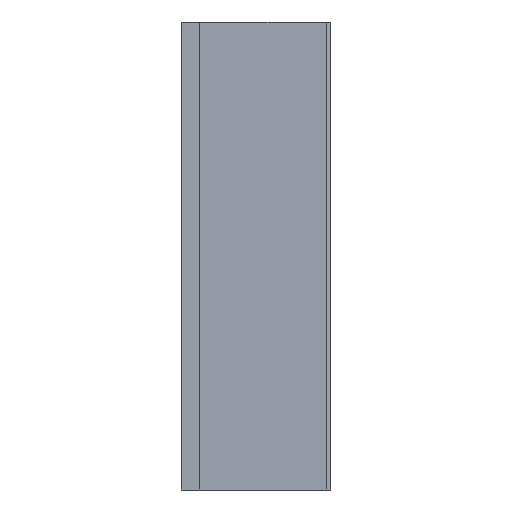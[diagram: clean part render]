
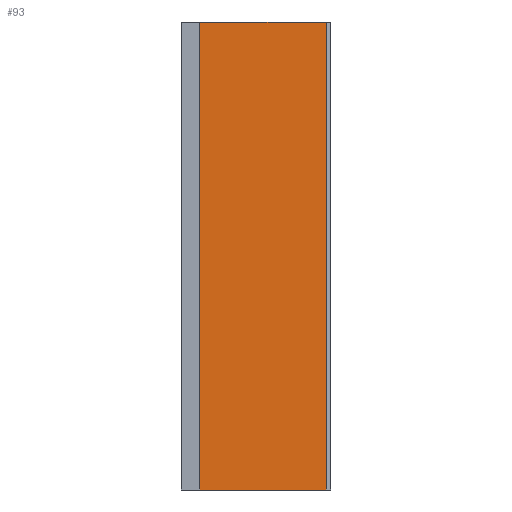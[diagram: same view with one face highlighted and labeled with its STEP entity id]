
A CAD part, left-side view. The second image highlights one B-rep face of the part: STEP entity #93.
In plain terms, the highlighted free-form (B-spline) face has degree [1, 1] with [2, 2] control points.
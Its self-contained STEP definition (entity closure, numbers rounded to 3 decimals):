
#93 = ADVANCED_FACE('',(#94),#124,.T.);
#94 = FACE_BOUND('',#95,.T.);
#95 = EDGE_LOOP('',(#96,#105,#112,#119));
#96 = ORIENTED_EDGE('',*,*,#97,.T.);
#97 = EDGE_CURVE('',#98,#100,#102,.T.);
#98 = VERTEX_POINT('',#99);
#99 = CARTESIAN_POINT('',(2.831,-3.713,0.));
#100 = VERTEX_POINT('',#101);
#101 = CARTESIAN_POINT('',(2.831,-3.713,
    92.824));
#102 = B_SPLINE_CURVE_WITH_KNOTS('',1,(#103,#104),.UNSPECIFIED.,.F.,.F.,
  (2,2),(0.,100.),.PIECEWISE_BEZIER_KNOTS.);
#103 = CARTESIAN_POINT('',(2.831,-3.713,0.));
#104 = CARTESIAN_POINT('',(2.831,-3.713,
    92.824));
#105 = ORIENTED_EDGE('',*,*,#106,.T.);
#106 = EDGE_CURVE('',#100,#107,#109,.T.);
#107 = VERTEX_POINT('',#108);
#108 = CARTESIAN_POINT('',(3.063,-28.775,
    92.824));
#109 = B_SPLINE_CURVE_WITH_KNOTS('',1,(#110,#111),.UNSPECIFIED.,.F.,.F.,
  (2,2),(0.,27.001),.PIECEWISE_BEZIER_KNOTS.);
#110 = CARTESIAN_POINT('',(2.831,-3.713,
    92.824));
#111 = CARTESIAN_POINT('',(3.063,-28.775,
    92.824));
#112 = ORIENTED_EDGE('',*,*,#113,.T.);
#113 = EDGE_CURVE('',#107,#114,#116,.T.);
#114 = VERTEX_POINT('',#115);
#115 = CARTESIAN_POINT('',(3.063,-28.775,0.));
#116 = B_SPLINE_CURVE_WITH_KNOTS('',1,(#117,#118),.UNSPECIFIED.,.F.,.F.,
  (2,2),(0.,100.),.PIECEWISE_BEZIER_KNOTS.);
#117 = CARTESIAN_POINT('',(3.063,-28.775,
    92.824));
#118 = CARTESIAN_POINT('',(3.063,-28.775,0.));
#119 = ORIENTED_EDGE('',*,*,#120,.T.);
#120 = EDGE_CURVE('',#114,#98,#121,.T.);
#121 = B_SPLINE_CURVE_WITH_KNOTS('',1,(#122,#123),.UNSPECIFIED.,.F.,.F.,
  (2,2),(0.,27.001),.PIECEWISE_BEZIER_KNOTS.);
#122 = CARTESIAN_POINT('',(3.063,-28.775,0.));
#123 = CARTESIAN_POINT('',(2.831,-3.713,0.));
#124 = B_SPLINE_SURFACE_WITH_KNOTS('',1,1,(
    (#125,#126)
    ,(#127,#128)),.UNSPECIFIED.,.F.,.F.,.F.,(2,2),(2,2),(0.,1.),(0.,1.),
  .PIECEWISE_BEZIER_KNOTS.);
#125 = CARTESIAN_POINT('',(3.063,-28.775,0.));
#126 = CARTESIAN_POINT('',(3.063,-28.775,
    92.824));
#127 = CARTESIAN_POINT('',(2.831,-3.713,0.));
#128 = CARTESIAN_POINT('',(2.831,-3.713,
    92.824));
